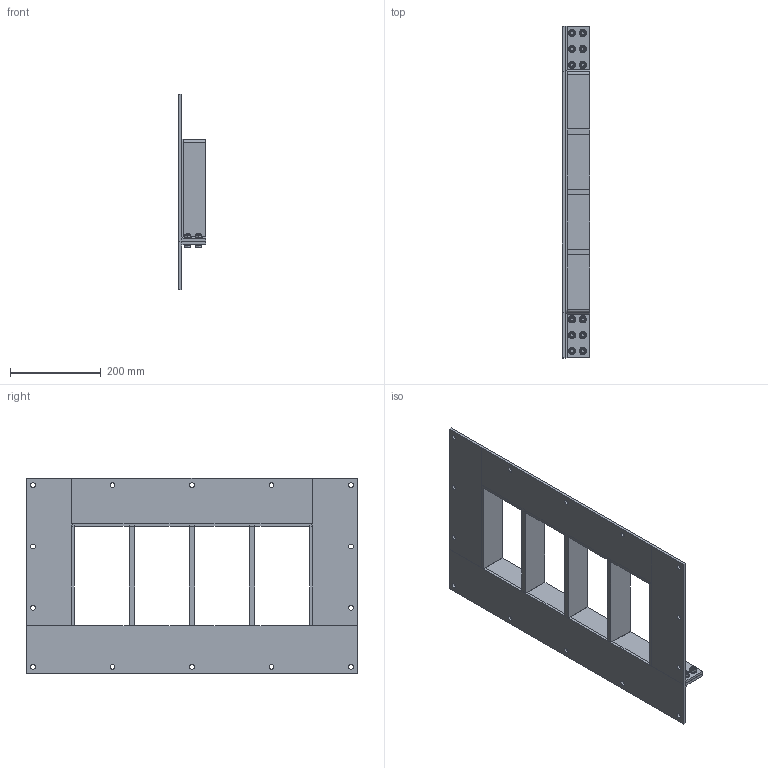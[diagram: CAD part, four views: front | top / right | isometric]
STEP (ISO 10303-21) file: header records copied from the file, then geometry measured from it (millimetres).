
FILE_DESCRIPTION(/* description */ ('','CAx-IF Rec.Pracs.---Representation and Presentation of Product Manufacturing Information (PMI)---4.0---2014-10-13'),/* implementation_level */ '2;1');
FILE_NAME(/* name */ 'GOH 6x4 FL100.stp',/* time_stamp */ '',/* author */ (''),/* organization */ ('Roxtec International AB'),/* preprocessor_version */ 'ST-DEVELOPER v19.2',/* originating_system */ 'Autodesk Inventor 2023',/* authorisation */ '');
FILE_SCHEMA (('AP242_MANAGED_MODEL_BASED_3D_ENGINEERING_MIM_LF { 1 0 10303 442 1 1 4 }'));
Length unit declared in the file: millimetre
Products named in the file (1): 100-305807_Simplify_1
Bounding box: 60 x 730 x 430 mm (x, y, z)
Volume: 2338183.7 mm3; surface area: 719279.1 mm2
Topology: 1 solids, 37 shells, 815 faces, 1685 edges, 1050 vertices
Faces by surface type: plane 485, cylinder 172, cone 156, bspline 2
Full cylindrical faces by diameter (mm): 6.647 x6, 8 x42, 8.4 x30, 8.5 x30, 10.5 x14, 11.63 x18, 16 x30
Entity records: 22187 total; most frequent: CARTESIAN_POINT 4488, DIRECTION 3487, ORIENTED_EDGE 3358, EDGE_CURVE 1679, AXIS2_PLACEMENT_3D 1356, VERTEX_POINT 1050, EDGE_LOOP 1023, STYLED_ITEM 817
